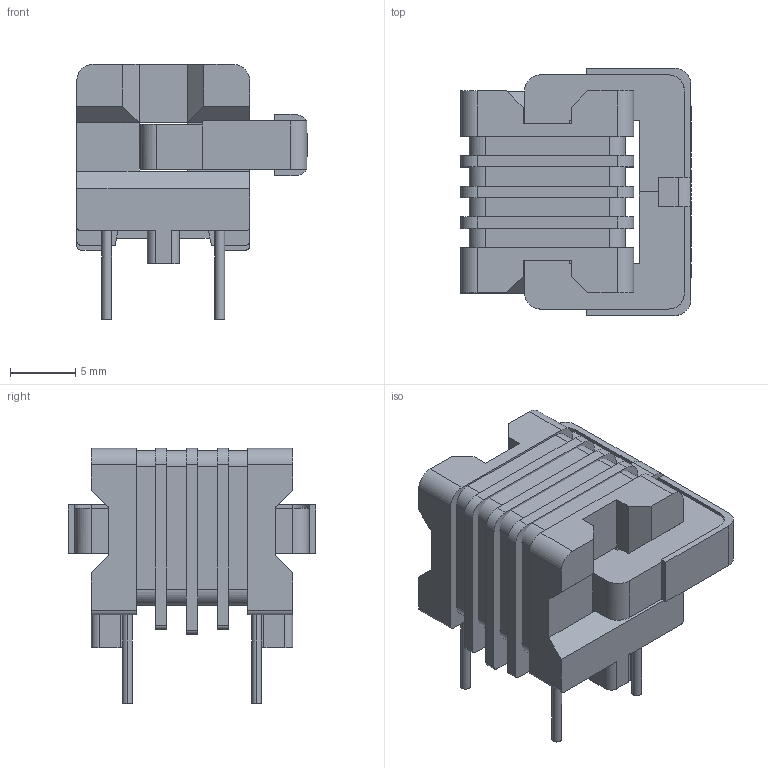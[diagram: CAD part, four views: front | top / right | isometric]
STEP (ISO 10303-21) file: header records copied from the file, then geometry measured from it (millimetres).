
FILE_DESCRIPTION(('FreeCAD Model'),'2;1');
FILE_NAME('Open CASCADE Shape Model','2025-04-29T10:16:29',('FreeCAD'),( 'FreeCAD'),'Open CASCADE STEP processor 7.6','FreeCAD','Unknown');
FILE_SCHEMA(('AUTOMOTIVE_DESIGN { 1 0 10303 214 1 1 1 1 }'));
Length unit declared in the file: millimetre
Products named in the file (1): Open CASCADE STEP translator 7.6 1
Bounding box: 17.64 x 18.92 x 19.54 mm (x, y, z)
Volume: 2922.2 mm3; surface area: 4197.8 mm2
Topology: 18 solids, 18 shells, 512 faces, 1386 edges, 920 vertices
Faces by surface type: bspline 512
Entity records: 18574 total; most frequent: CARTESIAN_POINT 10149, ORIENTED_EDGE 2772, EDGE_CURVE 1386, B_SPLINE_CURVE_WITH_KNOTS 1270, VERTEX_POINT 920, FACE_BOUND 530, EDGE_LOOP 530, ADVANCED_FACE 512
